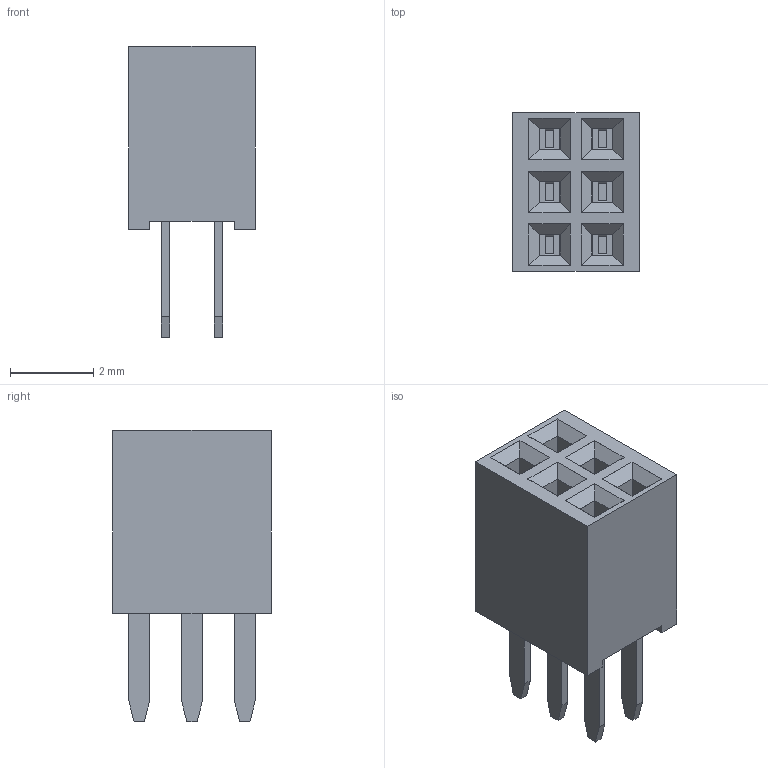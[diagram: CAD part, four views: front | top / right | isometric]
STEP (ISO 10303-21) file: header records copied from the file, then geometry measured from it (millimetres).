
FILE_DESCRIPTION(/* description */ ('model of PinSocket_2x03_P1.27mm_Vertical'),/* implementation_level */ '2;1');
FILE_NAME(/* name */ 'PinSocket_2x03_P1.27mm_Vertical.step',/* time_stamp */ '2017-11-27T01:33:28',/* author */ ('Terje Io','https://github.com/terjeio'),/* organization */ ('FreeCAD'),/* preprocessor_version */ 'OCC',/* originating_system */ 'kicad StepUp',/* authorisation */ '');
FILE_SCHEMA(('AUTOMOTIVE_DESIGN_CC2 { 1 2 10303 214 -1 1 5 4 }'));
Length unit declared in the file: millimetre
Products named in the file (1): PinSocket_2x03_P127mm_Vertical
Bounding box: 3.05 x 3.81 x 7 mm (x, y, z)
Volume: 45.6 mm3; surface area: 153 mm2
Topology: 1 solids, 1 shells, 196 faces, 504 edges, 328 vertices
Faces by surface type: plane 196
Entity records: 3757 total; most frequent: ORIENTED_EDGE 732, EDGE_CURVE 504, LINE 478, CARTESIAN_POINT 458, VERTEX_POINT 328, FACE_BOUND 214, EDGE_LOOP 214, ADVANCED_FACE 196
